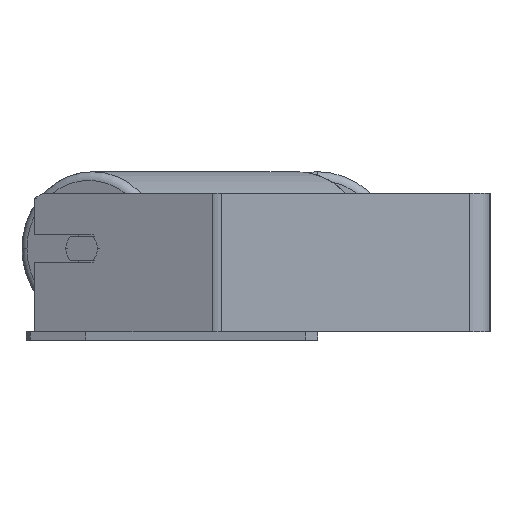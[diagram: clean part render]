
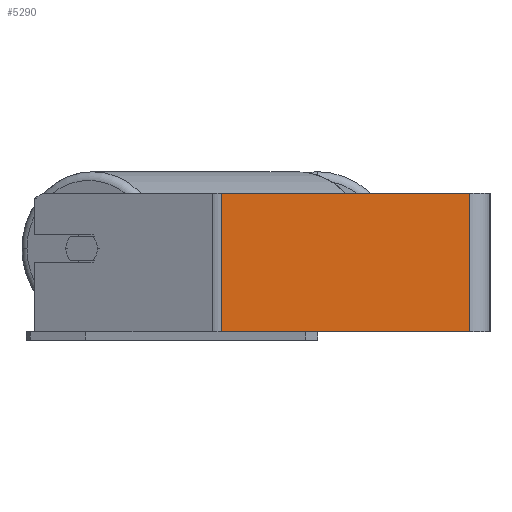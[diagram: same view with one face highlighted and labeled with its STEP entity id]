
A CAD part, left-side view. The second image highlights one B-rep face of the part: STEP entity #5290.
In plain terms, the highlighted planar face has unit normal (-1, 0, 0).
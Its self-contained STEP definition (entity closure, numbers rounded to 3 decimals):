
#154 = CARTESIAN_POINT ( 'NONE',  ( -490., 158.177, 40. ) ) ;
#241 = CARTESIAN_POINT ( 'NONE',  ( -490., 155.517, 40. ) ) ;
#244 = VECTOR ( 'NONE', #4035, 1000. ) ;
#309 = VECTOR ( 'NONE', #2204, 1000. ) ;
#539 = VERTEX_POINT ( 'NONE', #7690 ) ;
#1509 = CARTESIAN_POINT ( 'NONE',  ( -490., 12., 40. ) ) ;
#1584 = EDGE_CURVE ( 'NONE', #2967, #2821, #2157, .T. ) ;
#1698 = CARTESIAN_POINT ( 'NONE',  ( -490., 155.517, 40. ) ) ;
#1766 = ORIENTED_EDGE ( 'NONE', *, *, #8463, .F. ) ;
#2157 = LINE ( 'NONE', #154, #309 ) ;
#2204 = DIRECTION ( 'NONE',  ( 0., -1., 0. ) ) ;
#2209 = EDGE_CURVE ( 'NONE', #2779, #539, #5999, .T. ) ;
#2288 = FACE_OUTER_BOUND ( 'NONE', #3980, .T. ) ;
#2548 = ORIENTED_EDGE ( 'NONE', *, *, #2736, .T. ) ;
#2736 = EDGE_CURVE ( 'NONE', #2967, #2779, #2956, .T. ) ;
#2779 = VERTEX_POINT ( 'NONE', #2827 ) ;
#2821 = VERTEX_POINT ( 'NONE', #8432 ) ;
#2827 = CARTESIAN_POINT ( 'NONE',  ( -490., 155.517, -40. ) ) ;
#2956 = LINE ( 'NONE', #241, #9027 ) ;
#2967 = VERTEX_POINT ( 'NONE', #1698 ) ;
#2996 = DIRECTION ( 'NONE',  ( 0., 0., -1. ) ) ;
#3608 = ORIENTED_EDGE ( 'NONE', *, *, #1584, .F. ) ;
#3980 = EDGE_LOOP ( 'NONE', ( #4957, #1766, #3608, #2548 ) ) ;
#4035 = DIRECTION ( 'NONE',  ( 0., -1., 0. ) ) ;
#4176 = LINE ( 'NONE', #1509, #5671 ) ;
#4367 = DIRECTION ( 'NONE',  ( 0., 0., -1. ) ) ;
#4957 = ORIENTED_EDGE ( 'NONE', *, *, #2209, .T. ) ;
#5044 = CARTESIAN_POINT ( 'NONE',  ( -490., 158.177, 40. ) ) ;
#5290 = ADVANCED_FACE ( 'NONE', ( #2288 ), #7130, .F. ) ;
#5634 = DIRECTION ( 'NONE',  ( 1., 0., 0. ) ) ;
#5671 = VECTOR ( 'NONE', #7814, 1000. ) ;
#5952 = CARTESIAN_POINT ( 'NONE',  ( -490., 158.177, -40. ) ) ;
#5999 = LINE ( 'NONE', #5952, #244 ) ;
#7130 = PLANE ( 'NONE',  #7859 ) ;
#7690 = CARTESIAN_POINT ( 'NONE',  ( -490., 12., -40. ) ) ;
#7814 = DIRECTION ( 'NONE',  ( 0., 0., -1. ) ) ;
#7859 = AXIS2_PLACEMENT_3D ( 'NONE', #5044, #5634, #2996 ) ;
#8432 = CARTESIAN_POINT ( 'NONE',  ( -490., 12., 40. ) ) ;
#8463 = EDGE_CURVE ( 'NONE', #2821, #539, #4176, .T. ) ;
#9027 = VECTOR ( 'NONE', #4367, 1000. ) ;
